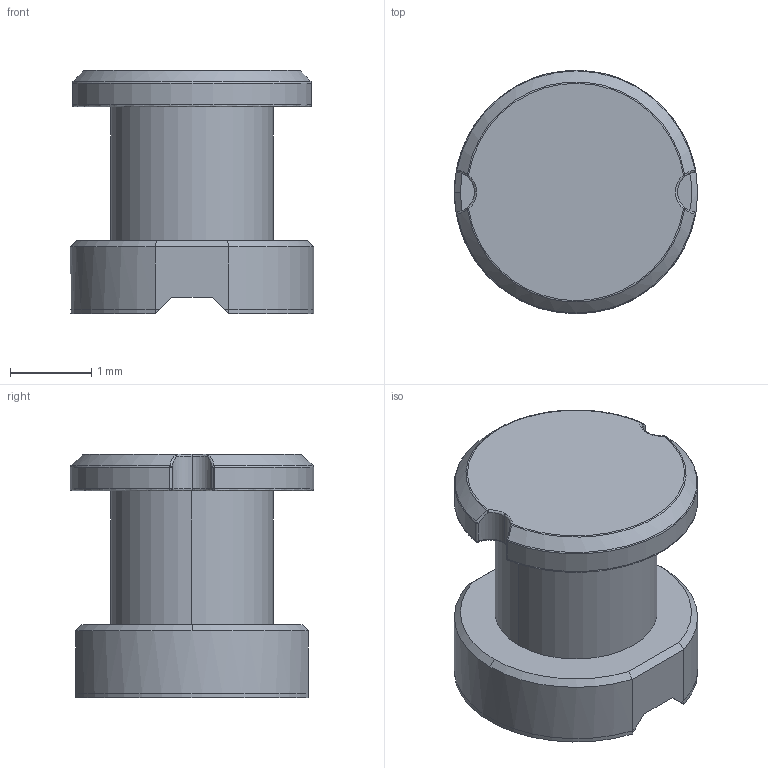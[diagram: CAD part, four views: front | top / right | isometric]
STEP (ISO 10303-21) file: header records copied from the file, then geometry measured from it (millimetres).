
FILE_DESCRIPTION(('FreeCAD Model'),'2;1');
FILE_NAME('SDR0302.step','2016-10-10T18:08:03',('Author'),(''), 'Open CASCADE STEP processor 6.8','FreeCAD','Unknown');
FILE_SCHEMA(('AUTOMOTIVE_DESIGN_CC2 { 1 2 10303 214 -1 1 5 4 }'));
Length unit declared in the file: millimetre
Products named in the file (2): ASSEMBLY; Fusion
Assembly tree (1 placements, depth 2):
  ASSEMBLY
    Fusion
Bounding box: 3 x 3 x 3 mm (x, y, z)
Volume: 14 mm3; surface area: 43.5 mm2
Topology: 1 solids, 1 shells, 70 faces, 151 edges, 77 vertices
Faces by surface type: bspline 28, cylinder 19, plane 18, cone 5
Entity records: 9512 total; most frequent: CARTESIAN_POINT 6530, DIRECTION 338, ORIENTED_EDGE 286, PCURVE 286, DEFINITIONAL_REPRESENTATION 286, B_SPLINE_CURVE_WITH_KNOTS 228, EDGE_CURVE 143, SURFACE_CURVE 143
